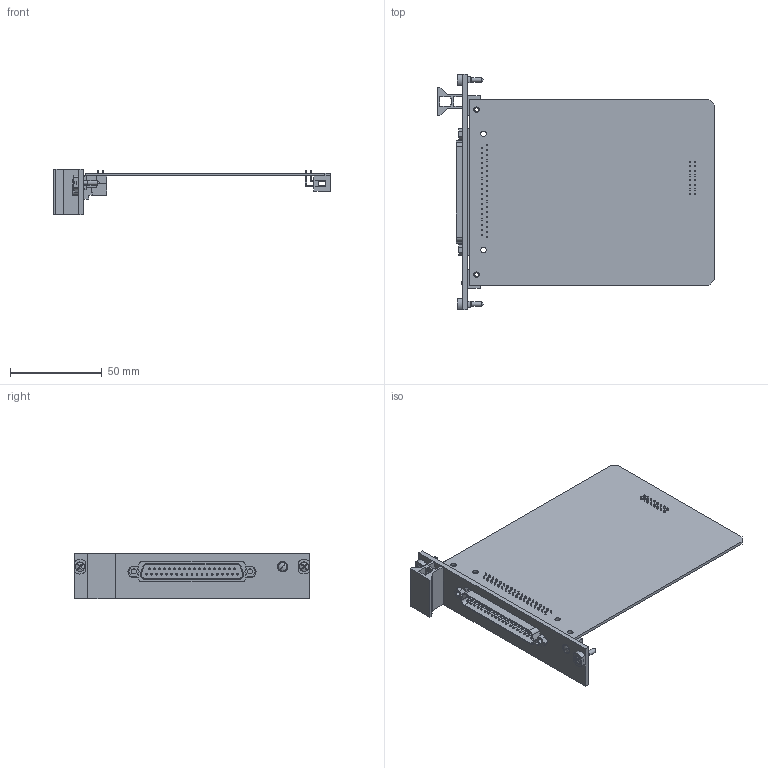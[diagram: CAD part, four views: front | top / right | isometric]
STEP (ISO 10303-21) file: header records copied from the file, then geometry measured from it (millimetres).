
FILE_DESCRIPTION((''),'2;1');
FILE_NAME('沓劌錪 LTR 3D-斁麧錪.stp','2023-07-25T16:00:25',(''),(''),'AutoCAD STEP 2000i','AutoCAD 2000i',', , ');
FILE_SCHEMA(('CONFIG_CONTROL_DESIGN'));
Length unit declared in the file: millimetre
Products named in the file (13): 旽鼯呿 LTR_3D_3; LTR00-01; LTR00; 狨芶呿 FRN; ~~PART1; 晊梏倱2; ﾐﾓﾗﾊﾀ 5HP; 薰迗 - M2.5 X 10 - GOST 17474-80; ﾂﾈﾍﾒ+ﾂﾒﾓﾋﾊﾀ; ﾂﾈﾍﾒ 2_5ﾕ12; PART2; DRB-37M; BH-16R
Assembly tree (13 placements, depth 4):
  旽鼯呿 LTR_3D_3
    LTR00-01
      LTR00
      狨芶呿 FRN
      ~~PART1
      晊梏倱2
      ﾐﾓﾗﾊﾀ 5HP
      薰迗 - M2.5 X 10 - GOST 17474-80
      ﾂﾈﾍﾒ+ﾂﾒﾓﾋﾊﾀ  x2
        ﾂﾈﾍﾒ 2_5ﾕ12
        PART2
      DRB-37M
      BH-16R
Bounding box: 151.66 x 128.5 x 25.11 mm (x, y, z)
Volume: 41904.4 mm3; surface area: 47091 mm2
Topology: 12 solids, 12 shells, 838 faces, 2070 edges, 1372 vertices
Faces by surface type: plane 562, cylinder 182, bspline 82, cone 10, sphere 2
Entity records: 23855 total; most frequent: CARTESIAN_POINT 4523, ORIENTED_EDGE 3944, DIRECTION 3786, EDGE_CURVE 1972, VECTOR 1498, LINE 1498, VERTEX_POINT 1308, AXIS2_PLACEMENT_3D 1144
